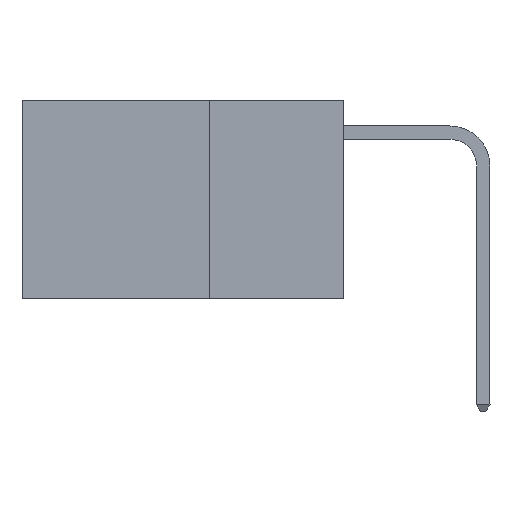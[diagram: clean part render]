
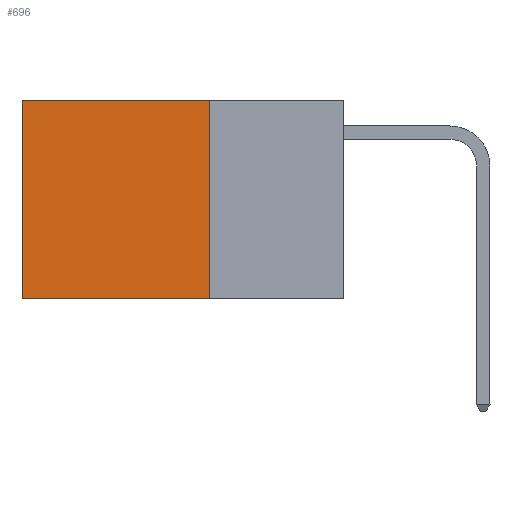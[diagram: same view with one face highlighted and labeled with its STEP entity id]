
A CAD part, left-side view. The second image highlights one B-rep face of the part: STEP entity #696.
In plain terms, the highlighted planar face has unit normal (-1, 0, 0).
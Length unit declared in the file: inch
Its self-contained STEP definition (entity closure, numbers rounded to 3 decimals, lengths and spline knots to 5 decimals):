
#70 = CARTESIAN_POINT ( 'NONE',  ( 0.2625, 0.6, 0. ) ) ;
#292 = CARTESIAN_POINT ( 'NONE',  ( 0.2625, 0.6, -0.37 ) ) ;
#464 = VECTOR ( 'NONE', #7302, 39.37008 ) ;
#507 = LINE ( 'NONE', #7243, #464 ) ;
#696 = ADVANCED_FACE ( 'NONE', ( #4968 ), #9608, .F. ) ;
#1116 = DIRECTION ( 'NONE',  ( 0., 1., 0. ) ) ;
#1157 = CARTESIAN_POINT ( 'NONE',  ( 0.2625, 0.25, -0.37 ) ) ;
#1507 = VECTOR ( 'NONE', #8944, 39.37008 ) ;
#1518 = LINE ( 'NONE', #9043, #1507 ) ;
#1687 = VERTEX_POINT ( 'NONE', #1747 ) ;
#1700 = AXIS2_PLACEMENT_3D ( 'NONE', #1706, #9529, #5290 ) ;
#1706 = CARTESIAN_POINT ( 'NONE',  ( 0.2625, 0.25, 0. ) ) ;
#1747 = CARTESIAN_POINT ( 'NONE',  ( 0.2625, 0.25, -0.37 ) ) ;
#2136 = VERTEX_POINT ( 'NONE', #292 ) ;
#2137 = VERTEX_POINT ( 'NONE', #70 ) ;
#2688 = VECTOR ( 'NONE', #1116, 39.37008 ) ;
#2745 = LINE ( 'NONE', #1157, #2688 ) ;
#3065 = CARTESIAN_POINT ( 'NONE',  ( 0.2625, 0.25, 0. ) ) ;
#3765 = EDGE_LOOP ( 'NONE', ( #5264, #5310, #5336, #5367 ) ) ;
#4000 = VERTEX_POINT ( 'NONE', #3065 ) ;
#4968 = FACE_OUTER_BOUND ( 'NONE', #3765, .T. ) ;
#5264 = ORIENTED_EDGE ( 'NONE', *, *, #5425, .T. ) ;
#5290 = DIRECTION ( 'NONE',  ( 0., 0., -1. ) ) ;
#5310 = ORIENTED_EDGE ( 'NONE', *, *, #9123, .F. ) ;
#5336 = ORIENTED_EDGE ( 'NONE', *, *, #5874, .F. ) ;
#5367 = ORIENTED_EDGE ( 'NONE', *, *, #7780, .T. ) ;
#5425 = EDGE_CURVE ( 'NONE', #2137, #2136, #1518, .T. ) ;
#5874 = EDGE_CURVE ( 'NONE', #4000, #1687, #507, .T. ) ;
#5956 = VECTOR ( 'NONE', #9047, 39.37008 ) ;
#5964 = LINE ( 'NONE', #9451, #5956 ) ;
#7243 = CARTESIAN_POINT ( 'NONE',  ( 0.2625, 0.25, 0. ) ) ;
#7302 = DIRECTION ( 'NONE',  ( 0., 0., -1. ) ) ;
#7780 = EDGE_CURVE ( 'NONE', #4000, #2137, #5964, .T. ) ;
#8944 = DIRECTION ( 'NONE',  ( 0., 0., -1. ) ) ;
#9043 = CARTESIAN_POINT ( 'NONE',  ( 0.2625, 0.6, 0. ) ) ;
#9047 = DIRECTION ( 'NONE',  ( 0., 1., 0. ) ) ;
#9123 = EDGE_CURVE ( 'NONE', #1687, #2136, #2745, .T. ) ;
#9451 = CARTESIAN_POINT ( 'NONE',  ( 0.2625, 0.25, 0. ) ) ;
#9529 = DIRECTION ( 'NONE',  ( 1., 0., 0. ) ) ;
#9608 = PLANE ( 'NONE',  #1700 ) ;
